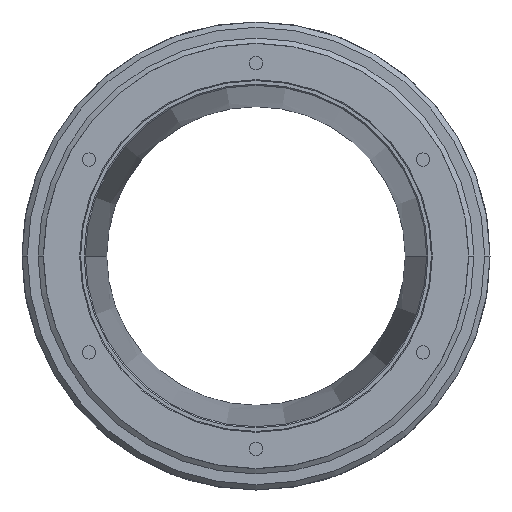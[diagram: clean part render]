
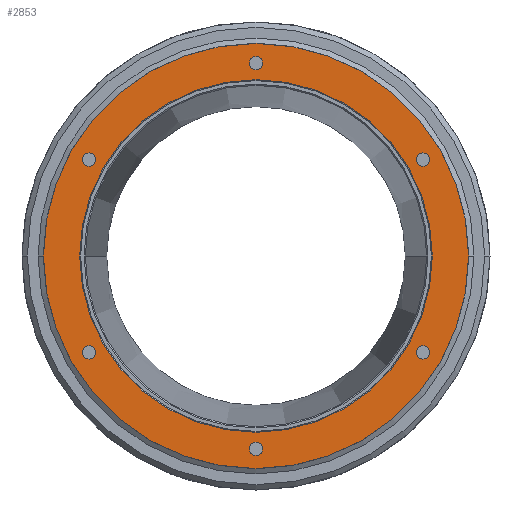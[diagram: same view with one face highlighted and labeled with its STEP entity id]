
A CAD part, left-side view. The second image highlights one B-rep face of the part: STEP entity #2853.
In plain terms, the highlighted planar face has unit normal (-1, 0, 0).
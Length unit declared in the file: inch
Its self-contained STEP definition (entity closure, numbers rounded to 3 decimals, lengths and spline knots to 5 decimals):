
#2036=CARTESIAN_POINT('',(-0.0605,0.,0.));
#2037=DIRECTION('',(1.,0.,0.));
#2038=DIRECTION('',(0.,0.,1.));
#2039=AXIS2_PLACEMENT_3D('',#2036,#2037,#2038);
#2041=CARTESIAN_POINT('',(-0.0605,0.,0.));
#2042=DIRECTION('',(1.,0.,0.));
#2043=DIRECTION('',(0.,0.,-1.));
#2044=AXIS2_PLACEMENT_3D('',#2041,#2042,#2043);
#2046=CARTESIAN_POINT('',(-0.0605,0.,2.266));
#2047=DIRECTION('',(1.,0.,0.));
#2048=DIRECTION('',(0.,1.,0.));
#2049=AXIS2_PLACEMENT_3D('',#2046,#2047,#2048);
#2051=CARTESIAN_POINT('',(-0.0605,0.,2.266));
#2052=DIRECTION('',(1.,0.,0.));
#2053=DIRECTION('',(0.,-1.,0.));
#2054=AXIS2_PLACEMENT_3D('',#2051,#2052,#2053);
#2056=CARTESIAN_POINT('',(-0.0605,1.96241,1.133));
#2057=DIRECTION('',(1.,0.,0.));
#2058=DIRECTION('',(0.,1.,0.));
#2059=AXIS2_PLACEMENT_3D('',#2056,#2057,#2058);
#2061=CARTESIAN_POINT('',(-0.0605,1.96241,1.133));
#2062=DIRECTION('',(1.,0.,0.));
#2063=DIRECTION('',(0.,-1.,0.));
#2064=AXIS2_PLACEMENT_3D('',#2061,#2062,#2063);
#2066=CARTESIAN_POINT('',(-0.0605,0.,-2.266));
#2067=DIRECTION('',(1.,0.,0.));
#2068=DIRECTION('',(0.,1.,0.));
#2069=AXIS2_PLACEMENT_3D('',#2066,#2067,#2068);
#2071=CARTESIAN_POINT('',(-0.0605,0.,-2.266));
#2072=DIRECTION('',(1.,0.,0.));
#2073=DIRECTION('',(0.,-1.,0.));
#2074=AXIS2_PLACEMENT_3D('',#2071,#2072,#2073);
#2076=CARTESIAN_POINT('',(-0.0605,1.96241,-1.133));
#2077=DIRECTION('',(1.,0.,0.));
#2078=DIRECTION('',(0.,1.,0.));
#2079=AXIS2_PLACEMENT_3D('',#2076,#2077,#2078);
#2081=CARTESIAN_POINT('',(-0.0605,1.96241,-1.133));
#2082=DIRECTION('',(1.,0.,0.));
#2083=DIRECTION('',(0.,-1.,0.));
#2084=AXIS2_PLACEMENT_3D('',#2081,#2082,#2083);
#2086=CARTESIAN_POINT('',(-0.0605,-1.96241,-1.133));
#2087=DIRECTION('',(1.,0.,0.));
#2088=DIRECTION('',(0.,1.,0.));
#2089=AXIS2_PLACEMENT_3D('',#2086,#2087,#2088);
#2091=CARTESIAN_POINT('',(-0.0605,-1.96241,-1.133));
#2092=DIRECTION('',(1.,0.,0.));
#2093=DIRECTION('',(0.,-1.,0.));
#2094=AXIS2_PLACEMENT_3D('',#2091,#2092,#2093);
#2096=CARTESIAN_POINT('',(-0.0605,-1.96241,1.133));
#2097=DIRECTION('',(1.,0.,0.));
#2098=DIRECTION('',(0.,1.,0.));
#2099=AXIS2_PLACEMENT_3D('',#2096,#2097,#2098);
#2101=CARTESIAN_POINT('',(-0.0605,-1.96241,1.133));
#2102=DIRECTION('',(1.,0.,0.));
#2103=DIRECTION('',(0.,-1.,0.));
#2104=AXIS2_PLACEMENT_3D('',#2101,#2102,#2103);
#2106=CARTESIAN_POINT('',(-0.0605,0.,0.));
#2107=DIRECTION('',(1.,0.,0.));
#2108=DIRECTION('',(0.,1.,0.));
#2109=AXIS2_PLACEMENT_3D('',#2106,#2107,#2108);
#2116=CARTESIAN_POINT('',(-0.0605,0.,0.));
#2117=DIRECTION('',(1.,0.,0.));
#2118=DIRECTION('',(0.,-1.,0.));
#2119=AXIS2_PLACEMENT_3D('',#2116,#2117,#2118);
#2670=CARTESIAN_POINT('',(-0.0605,0.,2.07175));
#2671=CARTESIAN_POINT('',(-0.0605,0.,-2.07175));
#2672=VERTEX_POINT('',#2670);
#2673=VERTEX_POINT('',#2671);
#2686=CARTESIAN_POINT('',(-0.0605,0.07775,2.266));
#2687=CARTESIAN_POINT('',(-0.0605,-0.07775,2.266));
#2688=VERTEX_POINT('',#2686);
#2689=VERTEX_POINT('',#2687);
#2690=CARTESIAN_POINT('',(-0.0605,2.04016,1.133));
#2691=CARTESIAN_POINT('',(-0.0605,1.88466,1.133));
#2692=VERTEX_POINT('',#2690);
#2693=VERTEX_POINT('',#2691);
#2732=CARTESIAN_POINT('',(-0.0605,0.07775,-2.266));
#2733=CARTESIAN_POINT('',(-0.0605,-0.07775,-2.266));
#2734=VERTEX_POINT('',#2732);
#2735=VERTEX_POINT('',#2733);
#2736=CARTESIAN_POINT('',(-0.0605,2.04016,-1.133));
#2737=CARTESIAN_POINT('',(-0.0605,1.88466,-1.133));
#2738=VERTEX_POINT('',#2736);
#2739=VERTEX_POINT('',#2737);
#2764=CARTESIAN_POINT('',(-0.0605,-1.88466,-1.133));
#2765=CARTESIAN_POINT('',(-0.0605,-2.04016,-1.133));
#2766=VERTEX_POINT('',#2764);
#2767=VERTEX_POINT('',#2765);
#2768=CARTESIAN_POINT('',(-0.0605,-1.88466,1.133));
#2769=CARTESIAN_POINT('',(-0.0605,-2.04016,1.133));
#2770=VERTEX_POINT('',#2768);
#2771=VERTEX_POINT('',#2769);
#2792=CARTESIAN_POINT('',(-0.0605,2.4985,0.));
#2793=CARTESIAN_POINT('',(-0.0605,-2.4985,0.));
#2794=VERTEX_POINT('',#2792);
#2795=VERTEX_POINT('',#2793);
#2800=CARTESIAN_POINT('',(-0.0605,0.,0.));
#2801=DIRECTION('',(1.,0.,0.));
#2802=DIRECTION('',(0.,1.,0.));
#2803=AXIS2_PLACEMENT_3D('',#2800,#2801,#2802);
#2804=PLANE('',#2803);
#2806=ORIENTED_EDGE('',*,*,#2805,.T.);
#2808=ORIENTED_EDGE('',*,*,#2807,.T.);
#2809=EDGE_LOOP('',(#2806,#2808));
#2810=FACE_OUTER_BOUND('',#2809,.F.);
#2812=ORIENTED_EDGE('',*,*,#2811,.F.);
#2814=ORIENTED_EDGE('',*,*,#2813,.F.);
#2815=EDGE_LOOP('',(#2812,#2814));
#2816=FACE_BOUND('',#2815,.F.);
#2818=ORIENTED_EDGE('',*,*,#2817,.F.);
#2820=ORIENTED_EDGE('',*,*,#2819,.F.);
#2821=EDGE_LOOP('',(#2818,#2820));
#2822=FACE_BOUND('',#2821,.F.);
#2824=ORIENTED_EDGE('',*,*,#2823,.F.);
#2826=ORIENTED_EDGE('',*,*,#2825,.F.);
#2827=EDGE_LOOP('',(#2824,#2826));
#2828=FACE_BOUND('',#2827,.F.);
#2830=ORIENTED_EDGE('',*,*,#2829,.F.);
#2832=ORIENTED_EDGE('',*,*,#2831,.F.);
#2833=EDGE_LOOP('',(#2830,#2832));
#2834=FACE_BOUND('',#2833,.F.);
#2836=ORIENTED_EDGE('',*,*,#2835,.F.);
#2838=ORIENTED_EDGE('',*,*,#2837,.F.);
#2839=EDGE_LOOP('',(#2836,#2838));
#2840=FACE_BOUND('',#2839,.F.);
#2842=ORIENTED_EDGE('',*,*,#2841,.F.);
#2844=ORIENTED_EDGE('',*,*,#2843,.F.);
#2845=EDGE_LOOP('',(#2842,#2844));
#2846=FACE_BOUND('',#2845,.F.);
#2848=ORIENTED_EDGE('',*,*,#2847,.F.);
#2850=ORIENTED_EDGE('',*,*,#2849,.F.);
#2851=EDGE_LOOP('',(#2848,#2850));
#2852=FACE_BOUND('',#2851,.F.);
#2040=CIRCLE('',#2039,2.07175);
#2045=CIRCLE('',#2044,2.07175);
#2050=CIRCLE('',#2049,0.07775);
#2055=CIRCLE('',#2054,0.07775);
#2060=CIRCLE('',#2059,0.07775);
#2065=CIRCLE('',#2064,0.07775);
#2070=CIRCLE('',#2069,0.07775);
#2075=CIRCLE('',#2074,0.07775);
#2080=CIRCLE('',#2079,0.07775);
#2085=CIRCLE('',#2084,0.07775);
#2090=CIRCLE('',#2089,0.07775);
#2095=CIRCLE('',#2094,0.07775);
#2100=CIRCLE('',#2099,0.07775);
#2105=CIRCLE('',#2104,0.07775);
#2110=CIRCLE('',#2109,2.4985);
#2120=CIRCLE('',#2119,2.4985);
#2805=EDGE_CURVE('',#2794,#2795,#2110,.T.);
#2807=EDGE_CURVE('',#2795,#2794,#2120,.T.);
#2811=EDGE_CURVE('',#2672,#2673,#2040,.T.);
#2813=EDGE_CURVE('',#2673,#2672,#2045,.T.);
#2817=EDGE_CURVE('',#2688,#2689,#2050,.T.);
#2819=EDGE_CURVE('',#2689,#2688,#2055,.T.);
#2823=EDGE_CURVE('',#2692,#2693,#2060,.T.);
#2825=EDGE_CURVE('',#2693,#2692,#2065,.T.);
#2829=EDGE_CURVE('',#2734,#2735,#2070,.T.);
#2831=EDGE_CURVE('',#2735,#2734,#2075,.T.);
#2835=EDGE_CURVE('',#2738,#2739,#2080,.T.);
#2837=EDGE_CURVE('',#2739,#2738,#2085,.T.);
#2841=EDGE_CURVE('',#2766,#2767,#2090,.T.);
#2843=EDGE_CURVE('',#2767,#2766,#2095,.T.);
#2847=EDGE_CURVE('',#2770,#2771,#2100,.T.);
#2849=EDGE_CURVE('',#2771,#2770,#2105,.T.);
#2853=ADVANCED_FACE('',(#2810,#2816,#2822,#2828,#2834,#2840,#2846,#2852),#2804,
.F.);
